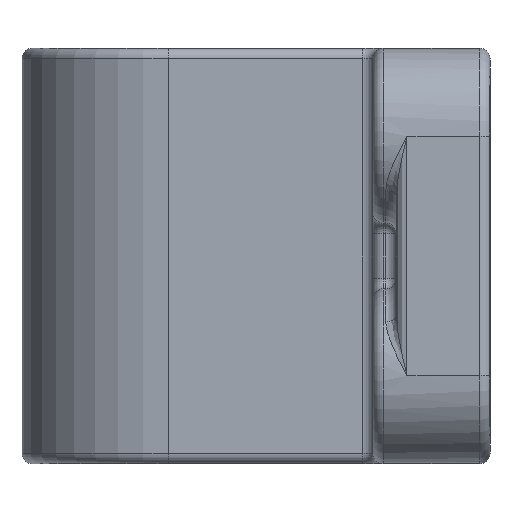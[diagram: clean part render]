
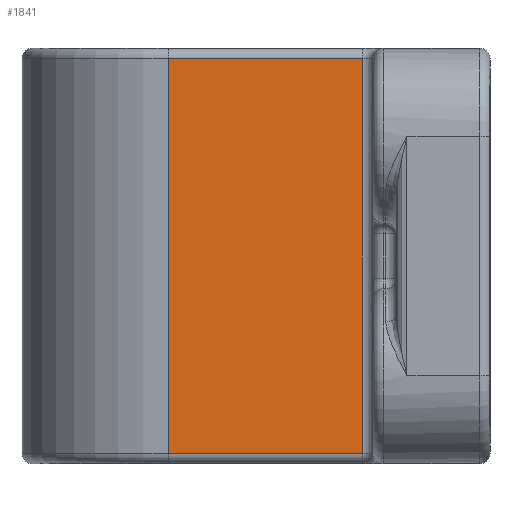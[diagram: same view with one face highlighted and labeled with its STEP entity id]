
A CAD part, left-side view. The second image highlights one B-rep face of the part: STEP entity #1841.
In plain terms, the highlighted planar face has unit normal (-1, 0, 0).
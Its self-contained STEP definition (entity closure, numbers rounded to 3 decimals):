
#121 = CARTESIAN_POINT ( 'NONE',  ( -25., 55., 33.7 ) ) ;
#125 = VECTOR ( 'NONE', #1932, 1000. ) ;
#258 = VECTOR ( 'NONE', #1994, 1000. ) ;
#430 = LINE ( 'NONE', #2002, #258 ) ;
#527 = EDGE_CURVE ( 'NONE', #1050, #1816, #430, .T. ) ;
#654 = LINE ( 'NONE', #1878, #125 ) ;
#778 = CARTESIAN_POINT ( 'NONE',  ( -25., 21.8, 33.7 ) ) ;
#780 = VECTOR ( 'NONE', #1912, 1000. ) ;
#786 = CARTESIAN_POINT ( 'NONE',  ( -25., 55., -113.602 ) ) ;
#816 = EDGE_CURVE ( 'NONE', #1816, #1480, #1925, .T. ) ;
#921 = LINE ( 'NONE', #1897, #780 ) ;
#961 = EDGE_CURVE ( 'NONE', #2200, #1050, #921, .T. ) ;
#996 = AXIS2_PLACEMENT_3D ( 'NONE', #786, #1070, #1219 ) ;
#1047 = PLANE ( 'NONE',  #996 ) ;
#1050 = VERTEX_POINT ( 'NONE', #2147 ) ;
#1070 = DIRECTION ( 'NONE',  ( -1., 0., 0. ) ) ;
#1177 = EDGE_LOOP ( 'NONE', ( #1869, #1846, #1785, #1750 ) ) ;
#1189 = EDGE_CURVE ( 'NONE', #2200, #1480, #654, .T. ) ;
#1219 = DIRECTION ( 'NONE',  ( 0., -1., 0. ) ) ;
#1480 = VERTEX_POINT ( 'NONE', #2654 ) ;
#1750 = ORIENTED_EDGE ( 'NONE', *, *, #961, .T. ) ;
#1785 = ORIENTED_EDGE ( 'NONE', *, *, #1189, .F. ) ;
#1816 = VERTEX_POINT ( 'NONE', #778 ) ;
#1841 = ADVANCED_FACE ( 'NONE', ( #2407 ), #1047, .T. ) ;
#1846 = ORIENTED_EDGE ( 'NONE', *, *, #816, .T. ) ;
#1869 = ORIENTED_EDGE ( 'NONE', *, *, #527, .T. ) ;
#1878 = CARTESIAN_POINT ( 'NONE',  ( -25., 55., -113.602 ) ) ;
#1893 = VECTOR ( 'NONE', #1906, 1000. ) ;
#1897 = CARTESIAN_POINT ( 'NONE',  ( -25., 20., -33.7 ) ) ;
#1906 = DIRECTION ( 'NONE',  ( 0., 1., 0. ) ) ;
#1912 = DIRECTION ( 'NONE',  ( 0., -1., 0. ) ) ;
#1925 = LINE ( 'NONE', #121, #1893 ) ;
#1932 = DIRECTION ( 'NONE',  ( 0., 0., 1. ) ) ;
#1994 = DIRECTION ( 'NONE',  ( 0., 0., 1. ) ) ;
#2002 = CARTESIAN_POINT ( 'NONE',  ( -25., 21.8, 35.5 ) ) ;
#2147 = CARTESIAN_POINT ( 'NONE',  ( -25., 21.8, -33.7 ) ) ;
#2200 = VERTEX_POINT ( 'NONE', #2621 ) ;
#2407 = FACE_OUTER_BOUND ( 'NONE', #1177, .T. ) ;
#2621 = CARTESIAN_POINT ( 'NONE',  ( -25., 55., -33.7 ) ) ;
#2654 = CARTESIAN_POINT ( 'NONE',  ( -25., 55., 33.7 ) ) ;
